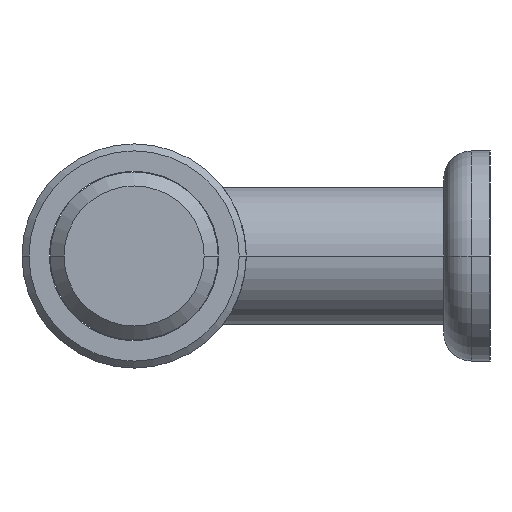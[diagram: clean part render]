
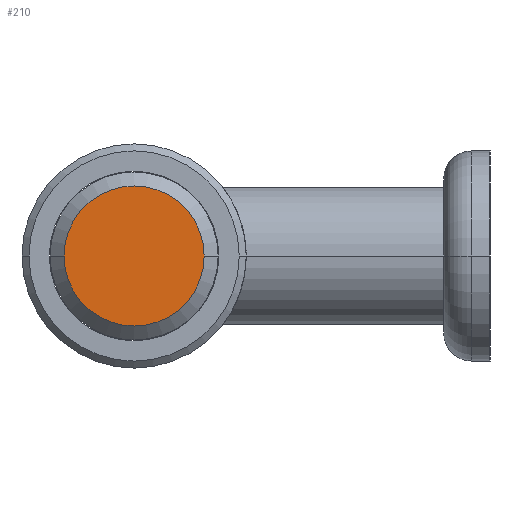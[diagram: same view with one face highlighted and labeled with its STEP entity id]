
A CAD part, left-side view. The second image highlights one B-rep face of the part: STEP entity #210.
In plain terms, the highlighted planar face has unit normal (-1, 0, 0).
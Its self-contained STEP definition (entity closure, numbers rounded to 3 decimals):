
#10=CARTESIAN_POINT('',(-12.2,28.375,0.));
#20=DIRECTION('',(1.,0.,0.));
#30=DIRECTION('',(0.,-1.,0.));
#40=AXIS2_PLACEMENT_3D('',#10,#20,#30);
#50=PLANE('',#40);
#60=CARTESIAN_POINT('',(-12.2,25.4,0.));
#70=DIRECTION('',(1.,0.,0.));
#80=DIRECTION('',(0.,-1.,0.));
#90=AXIS2_PLACEMENT_3D('',#60,#70,#80);
#100=CIRCLE('',#90,5.);
#110=CARTESIAN_POINT('',(-12.2,30.4,0.));
#120=VERTEX_POINT('',#110);
#130=CARTESIAN_POINT('',(-12.2,20.4,0.));
#140=VERTEX_POINT('',#130);
#150=EDGE_CURVE('',#120,#140,#100,.T.);
#160=ORIENTED_EDGE('',*,*,#150,.F.);
#170=EDGE_CURVE('',#140,#120,#100,.T.);
#180=ORIENTED_EDGE('',*,*,#170,.F.);
#190=EDGE_LOOP('',(#180,#160));
#200=FACE_OUTER_BOUND('',#190,.T.);
#210=ADVANCED_FACE('',(#200),#50,.F.);
